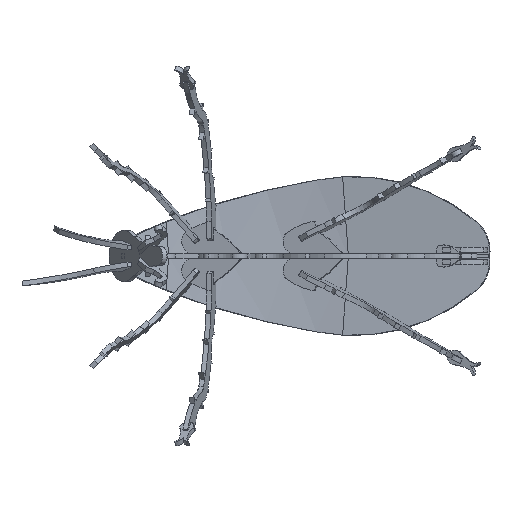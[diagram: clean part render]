
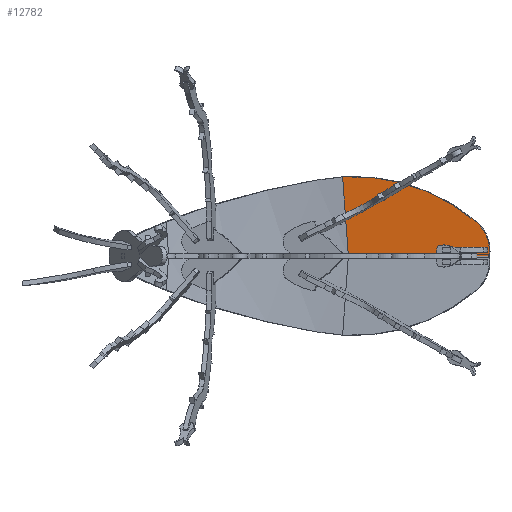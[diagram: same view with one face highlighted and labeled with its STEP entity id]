
A CAD part, front view. The second image highlights one B-rep face of the part: STEP entity #12782.
In plain terms, the highlighted face is planar.
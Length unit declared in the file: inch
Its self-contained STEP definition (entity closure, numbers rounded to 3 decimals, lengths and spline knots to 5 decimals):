
#2222 = CIRCLE ( 'NONE', #3433, 0.45353 ) ;
#2230 = LINE ( 'NONE', #2959, #2233 ) ;
#2231 = CIRCLE ( 'NONE', #3436, 2.29766 ) ;
#2233 = VECTOR ( 'NONE', #2998, 39.37008 ) ;
#2236 = LINE ( 'NONE', #3041, #2246 ) ;
#2245 = CIRCLE ( 'NONE', #3438, 0.45353 ) ;
#2246 = VECTOR ( 'NONE', #3055, 39.37008 ) ;
#2247 = LINE ( 'NONE', #3051, #2249 ) ;
#2249 = VECTOR ( 'NONE', #3038, 39.37008 ) ;
#2959 = CARTESIAN_POINT ( 'NONE',  ( 3.80312, 4.37679, -0.55415 ) ) ;
#2972 = CARTESIAN_POINT ( 'NONE',  ( 4.81603, 4.75755, -1.05872 ) ) ;
#2974 = DIRECTION ( 'NONE',  ( 0.397, 0.145, 0.906 ) ) ;
#2976 = DIRECTION ( 'NONE',  ( 0.917, -0.03, -0.397 ) ) ;
#2998 = DIRECTION ( 'NONE',  ( -0.823, -0.381, 0.421 ) ) ;
#3008 = CARTESIAN_POINT ( 'NONE',  ( 3.26827, 5.59999, -0.51504 ) ) ;
#3010 = DIRECTION ( 'NONE',  ( 0.397, 0.145, 0.906 ) ) ;
#3012 = DIRECTION ( 'NONE',  ( 0.917, -0.03, -0.397 ) ) ;
#3038 = DIRECTION ( 'NONE',  ( 0.342, -0.94, 0. ) ) ;
#3041 = CARTESIAN_POINT ( 'NONE',  ( 5.15047, 5.00137, -1.24417 ) ) ;
#3051 = CARTESIAN_POINT ( 'NONE',  ( 0.75014, 12.597, -0.52846 ) ) ;
#3055 = DIRECTION ( 'NONE',  ( -0.823, -0.381, 0.421 ) ) ;
#3062 = CARTESIAN_POINT ( 'NONE',  ( 4.81603, 4.75755, -1.05872 ) ) ;
#3064 = DIRECTION ( 'NONE',  ( 0.397, 0.145, 0.906 ) ) ;
#3065 = DIRECTION ( 'NONE',  ( 0.917, -0.03, -0.397 ) ) ;
#3433 = AXIS2_PLACEMENT_3D ( 'NONE', #2972, #2974, #2976 ) ;
#3436 = AXIS2_PLACEMENT_3D ( 'NONE', #3008, #3010, #3012 ) ;
#3438 = AXIS2_PLACEMENT_3D ( 'NONE', #3062, #3064, #3065 ) ;
#4360 = VERTEX_POINT ( 'NONE', #15677 ) ;
#4362 = VERTEX_POINT ( 'NONE', #15679 ) ;
#4364 = VERTEX_POINT ( 'NONE', #15681 ) ;
#4366 = VERTEX_POINT ( 'NONE', #15683 ) ;
#4377 = VERTEX_POINT ( 'NONE', #15694 ) ;
#4387 = VERTEX_POINT ( 'NONE', #7184 ) ;
#7184 = CARTESIAN_POINT ( 'NONE',  ( 5.19666, 4.55037, -1.19243 ) ) ;
#7637 = FACE_OUTER_BOUND ( 'NONE', #17297, .T. ) ;
#8254 = EDGE_CURVE ( 'NONE', #4387, #4360, #2222, .T. ) ;
#8259 = EDGE_CURVE ( 'NONE', #4364, #4387, #2231, .T. ) ;
#8260 = EDGE_CURVE ( 'NONE', #4366, #4362, #2230, .T. ) ;
#8268 = EDGE_CURVE ( 'NONE', #4377, #4366, #2236, .T. ) ;
#8269 = EDGE_CURVE ( 'NONE', #4360, #4377, #2245, .T. ) ;
#8270 = EDGE_CURVE ( 'NONE', #4362, #4364, #2247, .T. ) ;
#8534 = AXIS2_PLACEMENT_3D ( 'NONE', #14387, #14388, #14389 ) ;
#10858 = ORIENTED_EDGE ( 'NONE', *, *, #8259, .F. ) ;
#10866 = ORIENTED_EDGE ( 'NONE', *, *, #8269, .F. ) ;
#10913 = ORIENTED_EDGE ( 'NONE', *, *, #8260, .F. ) ;
#10914 = ORIENTED_EDGE ( 'NONE', *, *, #8270, .F. ) ;
#11080 = ORIENTED_EDGE ( 'NONE', *, *, #8254, .F. ) ;
#11096 = ORIENTED_EDGE ( 'NONE', *, *, #8268, .F. ) ;
#12782 = ADVANCED_FACE ( 'NONE', ( #7637 ), #14385, .F. ) ;
#14385 = PLANE ( 'NONE',  #8534 ) ;
#14387 = CARTESIAN_POINT ( 'NONE',  ( 1.2636, 12.78403, -0.78328 ) ) ;
#14388 = DIRECTION ( 'NONE',  ( 0.397, 0.145, 0.906 ) ) ;
#14389 = DIRECTION ( 'NONE',  ( 0.917, -0.03, -0.397 ) ) ;
#15677 = CARTESIAN_POINT ( 'NONE',  ( 5.23204, 4.74389, -1.23881 ) ) ;
#15679 = CARTESIAN_POINT ( 'NONE',  ( 3.75295, 4.35356, -0.52846 ) ) ;
#15681 = CARTESIAN_POINT ( 'NONE',  ( 4.08166, 3.45116, -0.52846 ) ) ;
#15683 = CARTESIAN_POINT ( 'NONE',  ( 3.80312, 4.37679, -0.55415 ) ) ;
#15694 = CARTESIAN_POINT ( 'NONE',  ( 5.15047, 5.00137, -1.24417 ) ) ;
#17297 = EDGE_LOOP ( 'NONE', ( #10914, #10913, #11096, #10866, #11080, #10858 ) ) ;
